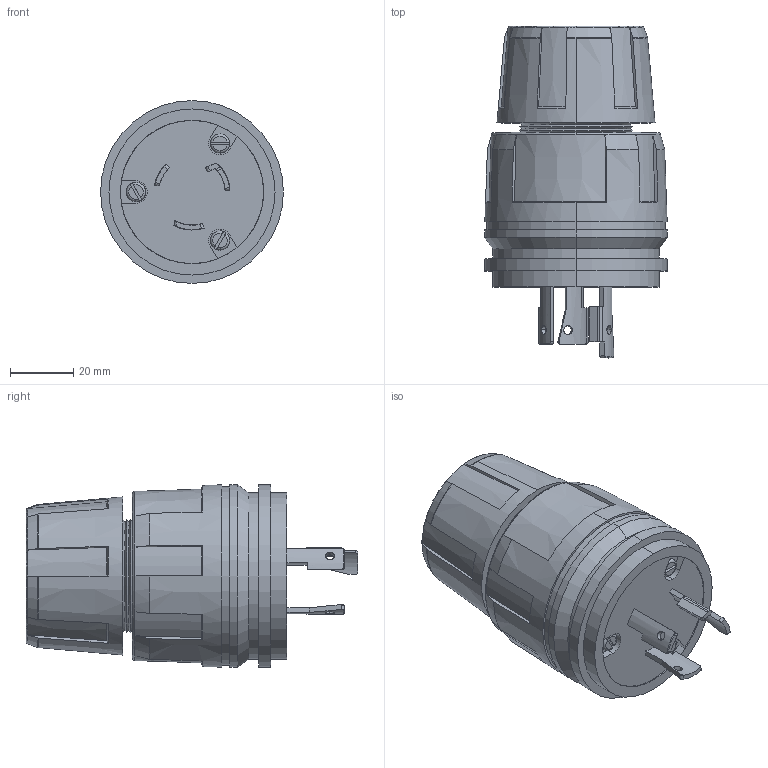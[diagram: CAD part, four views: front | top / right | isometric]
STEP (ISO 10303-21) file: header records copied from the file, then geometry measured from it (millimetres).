
FILE_DESCRIPTION (( 'STEP AP214' ), '1' );
FILE_NAME ('26W47BRY.STEP', '2014-06-19T13:53:50', ( '' ), ( '' ), 'SwSTEP 2.0', 'SolidWorks 2013', '' );
FILE_SCHEMA (( 'AUTOMOTIVE_DESIGN' ));
Length unit declared in the file: inch
Products named in the file (1): 26W47BRY
Bounding box: 58.04 x 105.33 x 58.04 mm (x, y, z)
Volume: 162851.7 mm3; surface area: 25170.7 mm2
Topology: 1 solids, 1 shells, 211 faces, 542 edges, 348 vertices
Faces by surface type: plane 83, cylinder 54, cone 52, torus 20, sphere 2
Entity records: 8783 total; most frequent: CARTESIAN_POINT 1582, DIRECTION 1147, ORIENTED_EDGE 1082, EDGE_CURVE 541, AXIS2_PLACEMENT_3D 443, VERTEX_POINT 348, VECTOR 261, LINE 261
